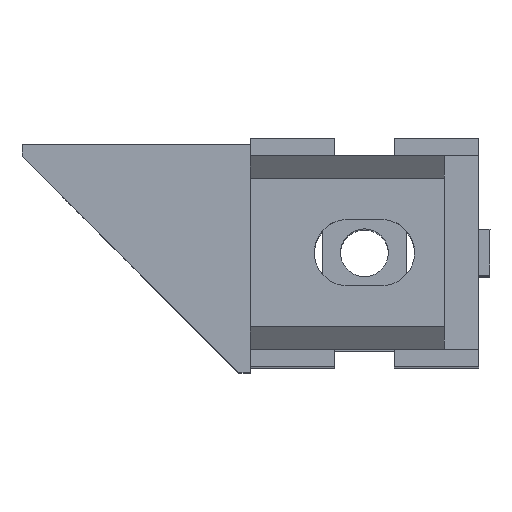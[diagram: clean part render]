
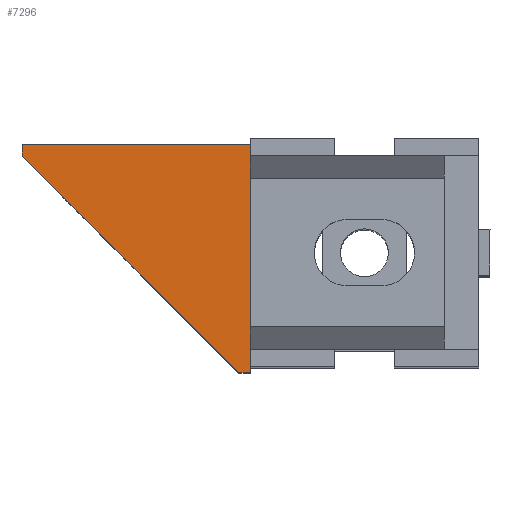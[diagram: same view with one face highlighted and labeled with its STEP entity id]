
A CAD part, top view. The second image highlights one B-rep face of the part: STEP entity #7296.
In plain terms, the highlighted planar face has unit normal (0, 0, 1).
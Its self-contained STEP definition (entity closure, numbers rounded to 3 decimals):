
#5847 = PLANE('',#5848);
#5848 = AXIS2_PLACEMENT_3D('',#5849,#5850,#5851);
#5849 = CARTESIAN_POINT('',(-1.,-0.5,
    20.));
#5850 = DIRECTION('',(0.707,0.707,0.)
  );
#5851 = DIRECTION('',(-0.707,0.707,0.
    ));
#6370 = PLANE('',#6371);
#6371 = AXIS2_PLACEMENT_3D('',#6372,#6373,#6374);
#6372 = CARTESIAN_POINT('',(-10.,19.5,
    30.));
#6373 = DIRECTION('',(0.,-1.,0.));
#6374 = DIRECTION('',(0.,0.,1.));
#6531 = PLANE('',#6532);
#6532 = AXIS2_PLACEMENT_3D('',#6533,#6534,#6535);
#6533 = CARTESIAN_POINT('',(0.,-0.5,
    40.));
#6534 = DIRECTION('',(-1.,0.,0.));
#6535 = DIRECTION('',(0.,0.,-1.));
#6988 = VERTEX_POINT('',#6989);
#6989 = CARTESIAN_POINT('',(-1.,-0.5,
    40.));
#6996 = PLANE('',#6997);
#6997 = AXIS2_PLACEMENT_3D('',#6998,#6999,#7000);
#6998 = CARTESIAN_POINT('',(-10.,-0.5,30.
    ));
#6999 = DIRECTION('',(0.,-1.,0.));
#7000 = DIRECTION('',(0.,0.,1.));
#7044 = VERTEX_POINT('',#7045);
#7045 = CARTESIAN_POINT('',(0.,-0.5,
    40.));
#7066 = EDGE_CURVE('',#7044,#6988,#7067,.T.);
#7067 = SURFACE_CURVE('',#7068,(#7072,#7079),.PCURVE_S1.);
#7068 = LINE('',#7069,#7070);
#7069 = CARTESIAN_POINT('',(0.,-0.5,
    40.));
#7070 = VECTOR('',#7071,1.);
#7071 = DIRECTION('',(-1.,0.,0.));
#7072 = PCURVE('',#6996,#7073);
#7073 = DEFINITIONAL_REPRESENTATION('',(#7074),#7078);
#7074 = LINE('',#7075,#7076);
#7075 = CARTESIAN_POINT('',(10.,-10.));
#7076 = VECTOR('',#7077,1.);
#7077 = DIRECTION('',(0.,1.));
#7078 = ( GEOMETRIC_REPRESENTATION_CONTEXT(2) 
PARAMETRIC_REPRESENTATION_CONTEXT() REPRESENTATION_CONTEXT('2D SPACE',''
  ) );
#7079 = PCURVE('',#7080,#7085);
#7080 = PLANE('',#7081);
#7081 = AXIS2_PLACEMENT_3D('',#7082,#7083,#7084);
#7082 = CARTESIAN_POINT('',(0.,-0.5,
    40.));
#7083 = DIRECTION('',(0.,0.,-1.));
#7084 = DIRECTION('',(0.,-1.,0.));
#7085 = DEFINITIONAL_REPRESENTATION('',(#7086),#7090);
#7086 = LINE('',#7087,#7088);
#7087 = CARTESIAN_POINT('',(0.,0.));
#7088 = VECTOR('',#7089,1.);
#7089 = DIRECTION('',(0.,1.));
#7090 = ( GEOMETRIC_REPRESENTATION_CONTEXT(2) 
PARAMETRIC_REPRESENTATION_CONTEXT() REPRESENTATION_CONTEXT('2D SPACE',''
  ) );
#7121 = VERTEX_POINT('',#7122);
#7122 = CARTESIAN_POINT('',(-20.,19.5,
    40.));
#7136 = PLANE('',#7137);
#7137 = AXIS2_PLACEMENT_3D('',#7138,#7139,#7140);
#7138 = CARTESIAN_POINT('',(-20.,-0.5,
    40.));
#7139 = DIRECTION('',(1.,0.,0.));
#7140 = DIRECTION('',(0.,0.,1.));
#7148 = EDGE_CURVE('',#7149,#7121,#7151,.T.);
#7149 = VERTEX_POINT('',#7150);
#7150 = CARTESIAN_POINT('',(0.,19.5,
    40.));
#7151 = SURFACE_CURVE('',#7152,(#7156,#7163),.PCURVE_S1.);
#7152 = LINE('',#7153,#7154);
#7153 = CARTESIAN_POINT('',(0.,19.5,
    40.));
#7154 = VECTOR('',#7155,1.);
#7155 = DIRECTION('',(-1.,0.,0.));
#7156 = PCURVE('',#6370,#7157);
#7157 = DEFINITIONAL_REPRESENTATION('',(#7158),#7162);
#7158 = LINE('',#7159,#7160);
#7159 = CARTESIAN_POINT('',(10.,-10.));
#7160 = VECTOR('',#7161,1.);
#7161 = DIRECTION('',(0.,1.));
#7162 = ( GEOMETRIC_REPRESENTATION_CONTEXT(2) 
PARAMETRIC_REPRESENTATION_CONTEXT() REPRESENTATION_CONTEXT('2D SPACE',''
  ) );
#7163 = PCURVE('',#7080,#7164);
#7164 = DEFINITIONAL_REPRESENTATION('',(#7165),#7169);
#7165 = LINE('',#7166,#7167);
#7166 = CARTESIAN_POINT('',(-20.,0.));
#7167 = VECTOR('',#7168,1.);
#7168 = DIRECTION('',(0.,1.));
#7169 = ( GEOMETRIC_REPRESENTATION_CONTEXT(2) 
PARAMETRIC_REPRESENTATION_CONTEXT() REPRESENTATION_CONTEXT('2D SPACE',''
  ) );
#7274 = EDGE_CURVE('',#7044,#7149,#7275,.T.);
#7275 = SURFACE_CURVE('',#7276,(#7280,#7287),.PCURVE_S1.);
#7276 = LINE('',#7277,#7278);
#7277 = CARTESIAN_POINT('',(0.,-0.5,
    40.));
#7278 = VECTOR('',#7279,1.);
#7279 = DIRECTION('',(0.,1.,0.));
#7280 = PCURVE('',#6531,#7281);
#7281 = DEFINITIONAL_REPRESENTATION('',(#7282),#7286);
#7282 = LINE('',#7283,#7284);
#7283 = CARTESIAN_POINT('',(0.,0.));
#7284 = VECTOR('',#7285,1.);
#7285 = DIRECTION('',(0.,-1.));
#7286 = ( GEOMETRIC_REPRESENTATION_CONTEXT(2) 
PARAMETRIC_REPRESENTATION_CONTEXT() REPRESENTATION_CONTEXT('2D SPACE',''
  ) );
#7287 = PCURVE('',#7080,#7288);
#7288 = DEFINITIONAL_REPRESENTATION('',(#7289),#7293);
#7289 = LINE('',#7290,#7291);
#7290 = CARTESIAN_POINT('',(0.,0.));
#7291 = VECTOR('',#7292,1.);
#7292 = DIRECTION('',(-1.,0.));
#7293 = ( GEOMETRIC_REPRESENTATION_CONTEXT(2) 
PARAMETRIC_REPRESENTATION_CONTEXT() REPRESENTATION_CONTEXT('2D SPACE',''
  ) );
#7296 = ADVANCED_FACE('',(#7297),#7080,.F.);
#7297 = FACE_BOUND('',#7298,.T.);
#7298 = EDGE_LOOP('',(#7299,#7322,#7343,#7344,#7345));
#7299 = ORIENTED_EDGE('',*,*,#7300,.F.);
#7300 = EDGE_CURVE('',#7301,#7121,#7303,.T.);
#7301 = VERTEX_POINT('',#7302);
#7302 = CARTESIAN_POINT('',(-20.,18.5,
    40.));
#7303 = SURFACE_CURVE('',#7304,(#7308,#7315),.PCURVE_S1.);
#7304 = LINE('',#7305,#7306);
#7305 = CARTESIAN_POINT('',(-20.,-0.5,
    40.));
#7306 = VECTOR('',#7307,1.);
#7307 = DIRECTION('',(0.,1.,0.));
#7308 = PCURVE('',#7080,#7309);
#7309 = DEFINITIONAL_REPRESENTATION('',(#7310),#7314);
#7310 = LINE('',#7311,#7312);
#7311 = CARTESIAN_POINT('',(0.,20.));
#7312 = VECTOR('',#7313,1.);
#7313 = DIRECTION('',(-1.,0.));
#7314 = ( GEOMETRIC_REPRESENTATION_CONTEXT(2) 
PARAMETRIC_REPRESENTATION_CONTEXT() REPRESENTATION_CONTEXT('2D SPACE',''
  ) );
#7315 = PCURVE('',#7136,#7316);
#7316 = DEFINITIONAL_REPRESENTATION('',(#7317),#7321);
#7317 = LINE('',#7318,#7319);
#7318 = CARTESIAN_POINT('',(0.,0.));
#7319 = VECTOR('',#7320,1.);
#7320 = DIRECTION('',(0.,-1.));
#7321 = ( GEOMETRIC_REPRESENTATION_CONTEXT(2) 
PARAMETRIC_REPRESENTATION_CONTEXT() REPRESENTATION_CONTEXT('2D SPACE',''
  ) );
#7322 = ORIENTED_EDGE('',*,*,#7323,.F.);
#7323 = EDGE_CURVE('',#6988,#7301,#7324,.T.);
#7324 = SURFACE_CURVE('',#7325,(#7329,#7336),.PCURVE_S1.);
#7325 = LINE('',#7326,#7327);
#7326 = CARTESIAN_POINT('',(-1.,-0.5,
    40.));
#7327 = VECTOR('',#7328,1.);
#7328 = DIRECTION('',(-0.707,0.707,0.
    ));
#7329 = PCURVE('',#7080,#7330);
#7330 = DEFINITIONAL_REPRESENTATION('',(#7331),#7335);
#7331 = LINE('',#7332,#7333);
#7332 = CARTESIAN_POINT('',(0.,1.));
#7333 = VECTOR('',#7334,1.);
#7334 = DIRECTION('',(-0.707,0.707));
#7335 = ( GEOMETRIC_REPRESENTATION_CONTEXT(2) 
PARAMETRIC_REPRESENTATION_CONTEXT() REPRESENTATION_CONTEXT('2D SPACE',''
  ) );
#7336 = PCURVE('',#5847,#7337);
#7337 = DEFINITIONAL_REPRESENTATION('',(#7338),#7342);
#7338 = LINE('',#7339,#7340);
#7339 = CARTESIAN_POINT('',(0.,20.));
#7340 = VECTOR('',#7341,1.);
#7341 = DIRECTION('',(1.,0.));
#7342 = ( GEOMETRIC_REPRESENTATION_CONTEXT(2) 
PARAMETRIC_REPRESENTATION_CONTEXT() REPRESENTATION_CONTEXT('2D SPACE',''
  ) );
#7343 = ORIENTED_EDGE('',*,*,#7066,.F.);
#7344 = ORIENTED_EDGE('',*,*,#7274,.T.);
#7345 = ORIENTED_EDGE('',*,*,#7148,.T.);
